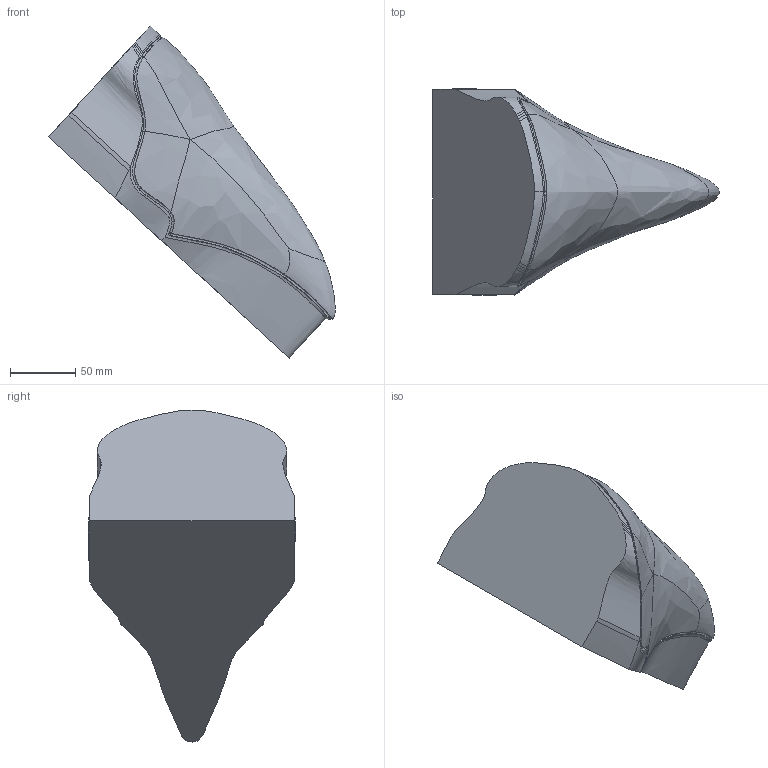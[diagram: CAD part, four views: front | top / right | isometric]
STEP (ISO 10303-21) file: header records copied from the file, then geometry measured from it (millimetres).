
FILE_DESCRIPTION(/* description */ (''),/* implementation_level */ '2;1');
FILE_NAME(/* name */ 'Crow Head V3 v15.step',/* time_stamp */ '2024-08-27T21:16:30+10:00',/* author */ (''),/* organization */ (''),/* preprocessor_version */ 'ST-DEVELOPER v20',/* originating_system */ 'Autodesk Translation Framework v13.14.0.145',/* authorisation */ '');
FILE_SCHEMA (('AUTOMOTIVE_DESIGN { 1 0 10303 214 3 1 1 }'));
Length unit declared in the file: millimetre
Products named in the file (1): Crow Head V3
Bounding box: 218.88 x 157.32 x 253.54 mm (x, y, z)
Volume: 1995773 mm3; surface area: 102899.9 mm2
Topology: 1 solids, 1 shells, 94 faces, 271 edges, 179 vertices
Faces by surface type: bspline 88, plane 6
Entity records: 15088 total; most frequent: CARTESIAN_POINT 13242, ORIENTED_EDGE 546, EDGE_CURVE 273, B_SPLINE_CURVE_WITH_KNOTS 229, VERTEX_POINT 181, FACE_OUTER_BOUND 94, EDGE_LOOP 94, ADVANCED_FACE 94
